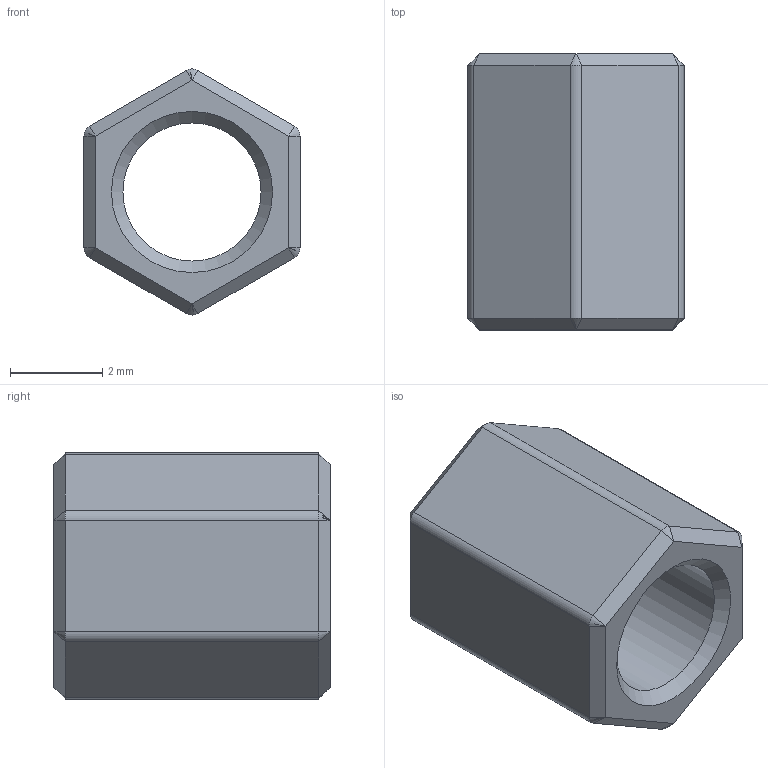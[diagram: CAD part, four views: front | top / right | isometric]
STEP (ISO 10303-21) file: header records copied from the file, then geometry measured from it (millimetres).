
FILE_DESCRIPTION(/* description */ (''),/* implementation_level */ '2;1');
FILE_NAME(/* name */ 'M3 6mm Brass Standoff.step',/* time_stamp */ '2020-11-26T21:33:53-05:00',/* author */ (''),/* organization */ (''),/* preprocessor_version */ 'ST-DEVELOPER v18.1',/* originating_system */ 'Autodesk Translation Framework v9.2.0.1227',/* authorisation */ '');
FILE_SCHEMA (('AUTOMOTIVE_DESIGN { 1 0 10303 214 3 1 1 }'));
Length unit declared in the file: millimetre
Products named in the file (1): M3 6mm Brass Standoff
Bounding box: 4.7 x 6 x 5.35 mm (x, y, z)
Volume: 70.7 mm3; surface area: 169.9 mm2
Topology: 1 solids, 1 shells, 41 faces, 91 edges, 40 vertices
Faces by surface type: plane 20, cone 14, cylinder 7
Full cylindrical faces by diameter (mm): 3 x1
Entity records: 1029 total; most frequent: DIRECTION 179, CARTESIAN_POINT 161, ORIENTED_EDGE 158, EDGE_CURVE 79, LINE 63, VECTOR 63, AXIS2_PLACEMENT_3D 58, EDGE_LOOP 43
